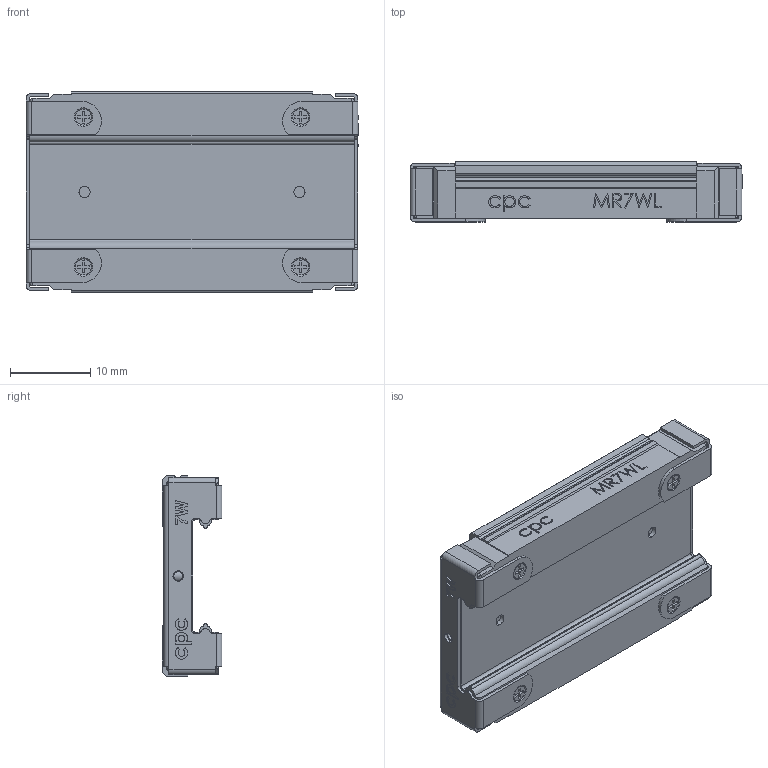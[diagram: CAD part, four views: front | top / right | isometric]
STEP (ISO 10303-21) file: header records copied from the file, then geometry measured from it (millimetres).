
FILE_DESCRIPTION (( 'STEP AP203' ), '1' );
FILE_NAME ('7WL-EE_EZ-block.STEP', '2009-10-02T07:56:40', ( 'cpc' ), ( '' ), 'SwSTEP 2.0', 'SolidWorks 2007', '' );
FILE_SCHEMA (( 'CONFIG_CONTROL_DESIGN' ));
Length unit declared in the file: millimetre
Products named in the file (5): M1x0.25-screw-2 _預設; 7WL-EE_EZ-block; 7WL-SS-block(x1)_預設; MR7W加強片-x1 ; screwM1.4_預設 _預設
Assembly tree (9 placements, depth 2):
  7WL-EE_EZ-block
    screwM1.4_預設 _預設  x2
    M1x0.25-screw-2 _預設  x4
    MR7W加強片-x1   x2
    7WL-SS-block(x1)_預設
Bounding box: 41.4 x 7.45 x 25 mm (x, y, z)
Volume: 5090 mm3; surface area: 5034.7 mm2
Topology: 9 solids, 9 shells, 940 faces, 2520 edges, 1660 vertices
Faces by surface type: plane 531, bspline 214, cylinder 143, cone 52
Entity records: 29947 total; most frequent: CARTESIAN_POINT 13690, ORIENTED_EDGE 3524, DIRECTION 2668, EDGE_CURVE 1762, VECTOR 1236, LINE 1236, VERTEX_POINT 1164, EDGE_LOOP 730
